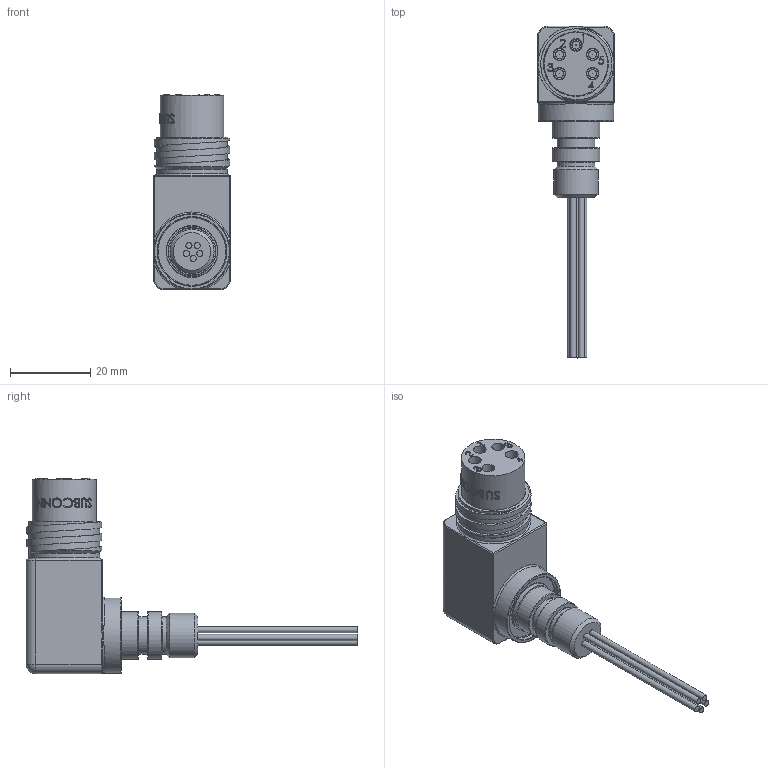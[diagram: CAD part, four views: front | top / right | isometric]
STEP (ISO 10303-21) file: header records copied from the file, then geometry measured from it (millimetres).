
FILE_DESCRIPTION(/* description */ (''),/* implementation_level */ '2;1');
FILE_NAME(/* name */ 'MCBHRA5FAS 2 O-ring.stp',/* time_stamp */ '2022-07-13T08:56:01+02:00',/* author */ ('sh'),/* organization */ (''),/* preprocessor_version */ 'ST-DEVELOPER v17',/* originating_system */ 'Autodesk Inventor 2019',/* authorisation */ '');
FILE_SCHEMA (('AUTOMOTIVE_DESIGN { 1 0 10303 214 3 1 1 }'));
Length unit declared in the file: millimetre
Products named in the file (1): MCBHRA5FAS 2 O-ring
Bounding box: 19.05 x 82.85 x 48.74 mm (x, y, z)
Volume: 17444.8 mm3; surface area: 7211.1 mm2
Topology: 1 solids, 7 shells, 494 faces, 1388 edges, 940 vertices
Faces by surface type: plane 193, bspline 98, cylinder 90, torus 78, cone 31, sphere 4
Full cylindrical faces by diameter (mm): 1.524 x5, 2.037 x5, 2.057 x5, 2.743 x5, 3.175 x25, 7.239 x1, 9.398 x2, 11.024 x1, 11.938 x2, 12.7 x1, 15.875 x1, 17.145 x1, 17.628 x2, 18.847 x2, 18.923 x1
Entity records: 26690 total; most frequent: CARTESIAN_POINT 13465, ORIENTED_EDGE 2768, DIRECTION 2550, EDGE_CURVE 1384, AXIS2_PLACEMENT_3D 1019, VERTEX_POINT 940, CIRCLE 582, EDGE_LOOP 540
